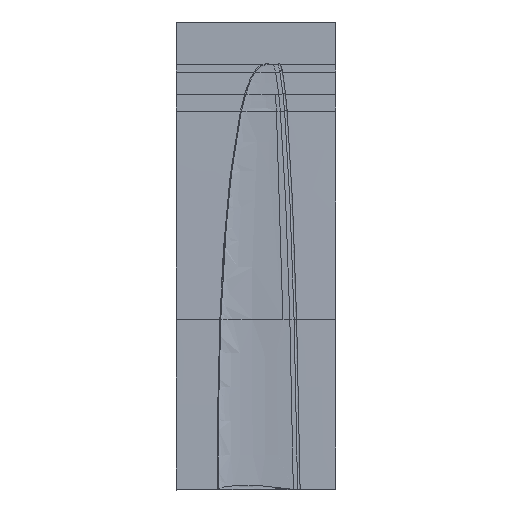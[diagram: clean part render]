
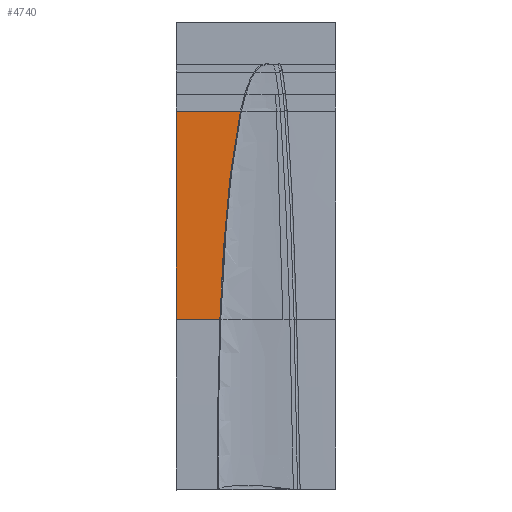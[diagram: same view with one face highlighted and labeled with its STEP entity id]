
A CAD part, top view. The second image highlights one B-rep face of the part: STEP entity #4740.
In plain terms, the highlighted face is a extrusion surface.
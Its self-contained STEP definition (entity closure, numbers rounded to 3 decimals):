
#2776=CARTESIAN_POINT('Vertex',(-100.,400.,-0.244)) ;
#2780=CARTESIAN_POINT('Control Point',(-100.,400.,-0.244)) ;
#2781=CARTESIAN_POINT('Control Point',(-100.,454.167,-0.401)) ;
#2782=CARTESIAN_POINT('Control Point',(-100.,508.329,-0.567)) ;
#2783=CARTESIAN_POINT('Control Point',(-100.,561.639,-0.741)) ;
#2784=CARTESIAN_POINT('Control Point',(-100.,618.121,-0.939)) ;
#2785=CARTESIAN_POINT('Control Point',(-100.,674.627,-1.152)) ;
#2786=CARTESIAN_POINT('Control Point',(-100.,677.08,-1.161)) ;
#2787=CARTESIAN_POINT('Control Point',(-100.,682.357,-1.181)) ;
#2788=CARTESIAN_POINT('Control Point',(-100.,687.634,-1.201)) ;
#2789=CARTESIAN_POINT('Control Point',(-100.,688.607,-1.205)) ;
#2790=CARTESIAN_POINT('Control Point',(-100.,697.974,-1.241)) ;
#2791=CARTESIAN_POINT('Control Point',(-100.,707.335,-1.277)) ;
#2792=CARTESIAN_POINT('Control Point',(-100.,713.861,-1.303)) ;
#2793=CARTESIAN_POINT('Control Point',(-100.,727.312,-1.356)) ;
#2794=CARTESIAN_POINT('Control Point',(-100.,740.73,-1.41)) ;
#2795=CARTESIAN_POINT('Control Point',(-100.,747.316,-1.437)) ;
#2796=CARTESIAN_POINT('Control Point',(-100.,757.484,-1.479)) ;
#2797=CARTESIAN_POINT('Control Point',(-100.,767.672,-1.521)) ;
#2798=CARTESIAN_POINT('Control Point',(-100.,770.924,-1.534)) ;
#2799=CARTESIAN_POINT('Control Point',(-100.,775.806,-1.555)) ;
#2800=CARTESIAN_POINT('Control Point',(-100.,780.69,-1.575)) ;
#2801=CARTESIAN_POINT('Control Point',(-100.,782.319,-1.582)) ;
#2802=CARTESIAN_POINT('Control Point',(-100.,785.611,-1.596)) ;
#2803=CARTESIAN_POINT('Control Point',(-100.,788.903,-1.61)) ;
#2804=CARTESIAN_POINT('Control Point',(-100.,790.39,-1.616)) ;
#2805=CARTESIAN_POINT('Control Point',(-100.,795.215,-1.637)) ;
#2806=CARTESIAN_POINT('Control Point',(-100.,800.057,-1.657)) ;
#2807=CARTESIAN_POINT('Control Point',(-100.,803.237,-1.671)) ;
#2808=CARTESIAN_POINT('Control Point',(-100.,808.305,-1.693)) ;
#2809=CARTESIAN_POINT('Control Point',(-100.,813.384,-1.715)) ;
#2810=CARTESIAN_POINT('Control Point',(-100.,815.269,-1.723)) ;
#2811=CARTESIAN_POINT('Control Point',(-100.,822.811,-1.756)) ;
#2812=CARTESIAN_POINT('Control Point',(-100.,830.341,-1.789)) ;
#2813=CARTESIAN_POINT('Control Point',(-100.,835.97,-1.814)) ;
#2814=CARTESIAN_POINT('Control Point',(-100.,845.669,-1.857)) ;
#2815=CARTESIAN_POINT('Control Point',(-100.,855.362,-1.902)) ;
#2816=CARTESIAN_POINT('Control Point',(-100.,858.907,-1.919)) ;
#2817=CARTESIAN_POINT('Control Point',(-100.,867.606,-1.96)) ;
#2818=CARTESIAN_POINT('Control Point',(-100.,876.285,-2.003)) ;
#2819=CARTESIAN_POINT('Control Point',(-100.,880.862,-2.026)) ;
#2820=CARTESIAN_POINT('Control Point',(-100.,885.433,-2.05)) ;
#2821=CARTESIAN_POINT('Control Point',(-100.,890.,-2.074)) ;
#2822=CARTESIAN_POINT('Vertex',(-100.,890.,-2.074)) ;
#3226=CARTESIAN_POINT('Line Origine',(-134.037,400.,-0.244)) ;
#3230=CARTESIAN_POINT('Vertex',(2.842,400.,-0.244)) ;
#3286=CARTESIAN_POINT('Vertex',(2.845,400.074,-0.244)) ;
#3290=CARTESIAN_POINT('Control Point',(2.845,400.074,-0.244)) ;
#3291=CARTESIAN_POINT('Control Point',(2.844,400.059,-0.244)) ;
#3292=CARTESIAN_POINT('Control Point',(2.844,400.045,-0.244)) ;
#3293=CARTESIAN_POINT('Control Point',(2.843,400.03,-0.244)) ;
#3294=CARTESIAN_POINT('Control Point',(2.843,400.015,-0.244)) ;
#3295=CARTESIAN_POINT('Control Point',(2.842,400.,-0.244)) ;
#4667=CARTESIAN_POINT('Control Point',(4.844,400.,-0.244)) ;
#4668=CARTESIAN_POINT('Control Point',(6.946,456.555,-0.408)) ;
#4669=CARTESIAN_POINT('Control Point',(9.602,513.11,-0.582)) ;
#4670=CARTESIAN_POINT('Control Point',(12.906,568.863,-0.765)) ;
#4671=CARTESIAN_POINT('Control Point',(18.239,638.799,-1.011)) ;
#4672=CARTESIAN_POINT('Control Point',(25.642,708.735,-1.282)) ;
#4673=CARTESIAN_POINT('Control Point',(27.153,722.226,-1.335)) ;
#4674=CARTESIAN_POINT('Control Point',(30.386,749.514,-1.445)) ;
#4675=CARTESIAN_POINT('Control Point',(33.983,776.801,-1.558)) ;
#4676=CARTESIAN_POINT('Control Point',(35.896,790.603,-1.617)) ;
#4677=CARTESIAN_POINT('Control Point',(39.962,818.735,-1.737)) ;
#4678=CARTESIAN_POINT('Control Point',(44.529,846.867,-1.862)) ;
#4679=CARTESIAN_POINT('Control Point',(47.071,861.489,-1.928)) ;
#4680=CARTESIAN_POINT('Control Point',(49.914,875.745,-1.999)) ;
#4681=CARTESIAN_POINT('Control Point',(53.149,890.,-2.074)) ;
#4685=CARTESIAN_POINT('Line Origine',(-85.732,890.,-2.074)) ;
#4689=CARTESIAN_POINT('Vertex',(51.099,890.,-2.074)) ;
#4693=CARTESIAN_POINT('Control Point',(51.099,890.,-2.074)) ;
#4694=CARTESIAN_POINT('Control Point',(49.3,882.052,-2.032)) ;
#4695=CARTESIAN_POINT('Control Point',(47.62,874.089,-1.991)) ;
#4696=CARTESIAN_POINT('Control Point',(46.03,865.982,-1.952)) ;
#4697=CARTESIAN_POINT('Control Point',(43.944,854.651,-1.898)) ;
#4698=CARTESIAN_POINT('Control Point',(42.004,843.31,-1.847)) ;
#4699=CARTESIAN_POINT('Control Point',(41.398,839.701,-1.831)) ;
#4700=CARTESIAN_POINT('Control Point',(40.156,832.133,-1.797)) ;
#4701=CARTESIAN_POINT('Control Point',(38.965,824.59,-1.764)) ;
#4702=CARTESIAN_POINT('Control Point',(38.41,821.006,-1.748)) ;
#4703=CARTESIAN_POINT('Control Point',(37.625,815.884,-1.726)) ;
#4704=CARTESIAN_POINT('Control Point',(36.856,810.765,-1.703)) ;
#4705=CARTESIAN_POINT('Control Point',(36.505,808.419,-1.693)) ;
#4706=CARTESIAN_POINT('Control Point',(35.747,803.281,-1.671)) ;
#4707=CARTESIAN_POINT('Control Point',(35.002,798.142,-1.649)) ;
#4708=CARTESIAN_POINT('Control Point',(34.666,795.795,-1.639)) ;
#4709=CARTESIAN_POINT('Control Point',(33.731,789.233,-1.611)) ;
#4710=CARTESIAN_POINT('Control Point',(32.816,782.668,-1.584)) ;
#4711=CARTESIAN_POINT('Control Point',(32.123,777.621,-1.562)) ;
#4712=CARTESIAN_POINT('Control Point',(30.714,767.144,-1.519)) ;
#4713=CARTESIAN_POINT('Control Point',(29.357,756.662,-1.475)) ;
#4714=CARTESIAN_POINT('Control Point',(28.718,751.611,-1.454)) ;
#4715=CARTESIAN_POINT('Control Point',(26.882,736.866,-1.394)) ;
#4716=CARTESIAN_POINT('Control Point',(25.15,722.113,-1.335)) ;
#4717=CARTESIAN_POINT('Control Point',(24.015,712.027,-1.295)) ;
#4718=CARTESIAN_POINT('Control Point',(22.017,693.525,-1.223)) ;
#4719=CARTESIAN_POINT('Control Point',(20.168,675.014,-1.153)) ;
#4720=CARTESIAN_POINT('Control Point',(19.381,666.829,-1.122)) ;
#4721=CARTESIAN_POINT('Control Point',(17.877,650.694,-1.062)) ;
#4722=CARTESIAN_POINT('Control Point',(16.475,634.569,-1.003)) ;
#4723=CARTESIAN_POINT('Control Point',(15.786,626.393,-0.974)) ;
#4724=CARTESIAN_POINT('Control Point',(13.399,596.946,-0.869)) ;
#4725=CARTESIAN_POINT('Control Point',(11.307,567.537,-0.767)) ;
#4726=CARTESIAN_POINT('Control Point',(9.955,546.667,-0.698)) ;
#4727=CARTESIAN_POINT('Control Point',(7.488,505.037,-0.561)) ;
#4728=CARTESIAN_POINT('Control Point',(5.434,463.313,-0.432)) ;
#4729=CARTESIAN_POINT('Control Point',(4.494,442.349,-0.368)) ;
#4730=CARTESIAN_POINT('Control Point',(3.631,421.212,-0.306)) ;
#4731=CARTESIAN_POINT('Control Point',(2.845,400.074,-0.244)) ;
#3227=DIRECTION('Vector Direction',(-1.,0.,0.)) ;
#4682=DIRECTION('Vector Direction',(-1.,0.,0.)) ;
#4686=DIRECTION('Vector Direction',(-1.,0.,0.)) ;
#4734=ORIENTED_EDGE('',*,*,#4691,.T.) ;
#4735=ORIENTED_EDGE('',*,*,#2824,.F.) ;
#4736=ORIENTED_EDGE('',*,*,#3232,.F.) ;
#4737=ORIENTED_EDGE('',*,*,#3296,.F.) ;
#4738=ORIENTED_EDGE('',*,*,#4732,.F.) ;
#3228=VECTOR('Line Direction',#3227,1.) ;
#4683=VECTOR('Extrusion Surface Vector',#4682,1.) ;
#4687=VECTOR('Line Direction',#4686,1.) ;
#4740=ADVANCED_FACE('Body.2',(#4739),#4684,.T.) ;
#2779=B_SPLINE_CURVE_WITH_KNOTS('',5,(#2780,#2781,#2782,#2783,#2784,#2785,#2786,#2787,#2788,#2789,#2790,#2791,#2792,#2793,#2794,#2795,#2796,#2797,#2798,#2799,#2800,#2801,#2802,#2803,#2804,#2805,#2806,#2807,#2808,#2809,#2810,#2811,#2812,#2813,#2814,#2815,#2816,#2817,#2818,#2819,#2820,#2821),.UNSPECIFIED.,.F.,.U.,(6,3,3,3,3,3,3,3,3,3,3,3,3,6),(0.,469.271,490.571,515.084,571.891,632.377,660.715,674.884,689.363,716.819,733.023,781.637,817.412,857.464),.UNSPECIFIED.) ;
#3289=B_SPLINE_CURVE_WITH_KNOTS('',5,(#3290,#3291,#3292,#3293,#3294,#3295),.UNSPECIFIED.,.F.,.U.,(6,6),(0.,0.074),.UNSPECIFIED.) ;
#4666=B_SPLINE_CURVE_WITH_KNOTS('',5,(#4667,#4668,#4669,#4670,#4671,#4672,#4673,#4674,#4675,#4676,#4677,#4678,#4679,#4680,#4681),.UNSPECIFIED.,.F.,.U.,(6,3,3,3,6),(0.,282.878,350.523,419.825,491.972),.UNSPECIFIED.) ;
#4692=B_SPLINE_CURVE_WITH_KNOTS('',5,(#4693,#4694,#4695,#4696,#4697,#4698,#4699,#4700,#4701,#4702,#4703,#4704,#4705,#4706,#4707,#4708,#4709,#4710,#4711,#4712,#4713,#4714,#4715,#4716,#4717,#4718,#4719,#4720,#4721,#4722,#4723,#4724,#4725,#4726,#4727,#4728,#4729,#4730,#4731),.UNSPECIFIED.,.F.,.U.,(6,3,3,3,3,3,3,3,3,3,3,3,6),(0.,57.216,80.183,103.15,116.683,130.215,163.425,196.636,268.268,327.99,387.713,537.252,686.791),.UNSPECIFIED.) ;
#2824=EDGE_CURVE('',#2777,#2823,#2779,.T.) ;
#3232=EDGE_CURVE('',#3231,#2777,#3229,.T.) ;
#3296=EDGE_CURVE('',#3287,#3231,#3289,.T.) ;
#4691=EDGE_CURVE('',#4690,#2823,#4688,.T.) ;
#4732=EDGE_CURVE('',#4690,#3287,#4692,.T.) ;
#4733=EDGE_LOOP('',(#4734,#4735,#4736,#4737,#4738)) ;
#4739=FACE_OUTER_BOUND('',#4733,.T.) ;
#3229=LINE('Line',#3226,#3228) ;
#4688=LINE('Line',#4685,#4687) ;
#4684=SURFACE_OF_LINEAR_EXTRUSION('generated tabulated cylinder',#4666,#4683) ;
#2777=VERTEX_POINT('',#2776) ;
#2823=VERTEX_POINT('',#2822) ;
#3231=VERTEX_POINT('',#3230) ;
#3287=VERTEX_POINT('',#3286) ;
#4690=VERTEX_POINT('',#4689) ;
